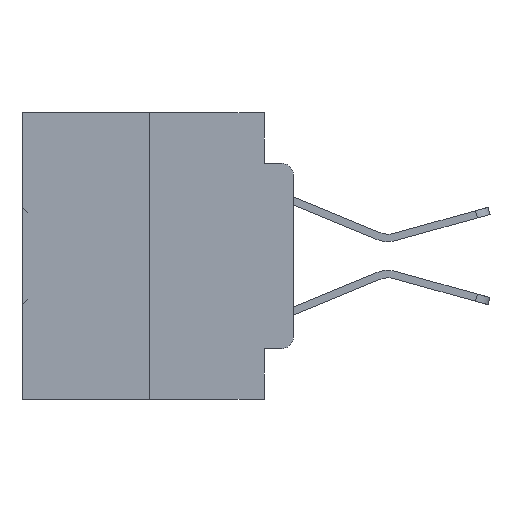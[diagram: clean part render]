
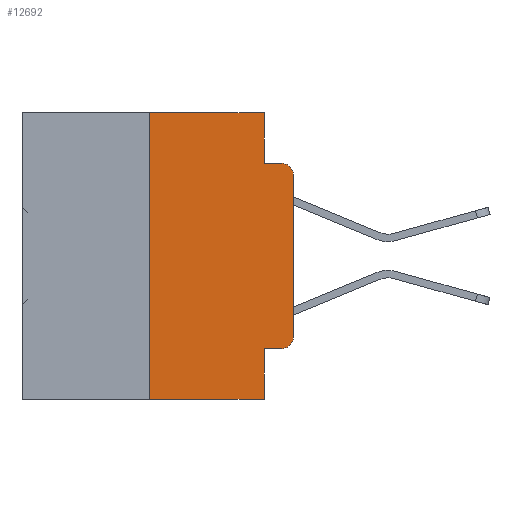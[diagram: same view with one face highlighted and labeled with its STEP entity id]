
A CAD part, left-side view. The second image highlights one B-rep face of the part: STEP entity #12692.
In plain terms, the highlighted planar face has unit normal (-1, 0, 0).
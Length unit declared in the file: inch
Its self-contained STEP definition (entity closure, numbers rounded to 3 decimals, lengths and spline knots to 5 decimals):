
#160 = ORIENTED_EDGE ( 'NONE', *, *, #13403, .F. ) ;
#311 = DIRECTION ( 'NONE',  ( 0., -1., 0. ) ) ;
#1645 = VERTEX_POINT ( 'NONE', #37434 ) ;
#1857 = DIRECTION ( 'NONE',  ( 0., -1., 0. ) ) ;
#2112 = ORIENTED_EDGE ( 'NONE', *, *, #24641, .T. ) ;
#2690 = VERTEX_POINT ( 'NONE', #36735 ) ;
#2738 = ORIENTED_EDGE ( 'NONE', *, *, #6643, .T. ) ;
#2992 = ORIENTED_EDGE ( 'NONE', *, *, #6861, .F. ) ;
#3435 = ORIENTED_EDGE ( 'NONE', *, *, #5526, .F. ) ;
#4310 = CARTESIAN_POINT ( 'NONE',  ( 0., 0.473, 0. ) ) ;
#4805 = EDGE_CURVE ( 'NONE', #30865, #15209, #15659, .T. ) ;
#5526 = EDGE_CURVE ( 'NONE', #2690, #19113, #31355, .T. ) ;
#6643 = EDGE_CURVE ( 'NONE', #34043, #32516, #18541, .T. ) ;
#6831 = CARTESIAN_POINT ( 'NONE',  ( 0., 0., 0. ) ) ;
#6861 = EDGE_CURVE ( 'NONE', #19113, #23276, #28663, .T. ) ;
#7259 = LINE ( 'NONE', #18679, #13576 ) ;
#7910 = LINE ( 'NONE', #14281, #14844 ) ;
#8972 = EDGE_CURVE ( 'NONE', #15209, #34043, #19000, .T. ) ;
#10460 = CARTESIAN_POINT ( 'NONE',  ( 0., 0.473, 0. ) ) ;
#10551 = CARTESIAN_POINT ( 'NONE',  ( 0., 0.02, -0.0885 ) ) ;
#11222 = CARTESIAN_POINT ( 'NONE',  ( 0., 0.25, 0. ) ) ;
#11302 = CARTESIAN_POINT ( 'NONE',  ( 0., 0.051, 0. ) ) ;
#11757 = VECTOR ( 'NONE', #19990, 39.37008 ) ;
#11958 = VERTEX_POINT ( 'NONE', #37481 ) ;
#12291 = CARTESIAN_POINT ( 'NONE',  ( 0., 0.051, -0.0885 ) ) ;
#12552 = VECTOR ( 'NONE', #26477, 39.37008 ) ;
#12692 = ADVANCED_FACE ( 'NONE', ( #24422 ), #30826, .F. ) ;
#13403 = EDGE_CURVE ( 'NONE', #11958, #32516, #27408, .T. ) ;
#13576 = VECTOR ( 'NONE', #1857, 39.37008 ) ;
#13682 = AXIS2_PLACEMENT_3D ( 'NONE', #17442, #14726, #29277 ) ;
#14281 = CARTESIAN_POINT ( 'NONE',  ( 0., 0.473, -0.5 ) ) ;
#14726 = DIRECTION ( 'NONE',  ( -1., 0., 0. ) ) ;
#14844 = VECTOR ( 'NONE', #20271, 39.37008 ) ;
#14864 = VECTOR ( 'NONE', #31172, 39.37008 ) ;
#15167 = EDGE_LOOP ( 'NONE', ( #17827, #2738, #160, #19939, #2992, #3435, #2112, #37904, #28395, #37478 ) ) ;
#15209 = VERTEX_POINT ( 'NONE', #25014 ) ;
#15659 = CIRCLE ( 'NONE', #26200, 0.02 ) ;
#17012 = EDGE_CURVE ( 'NONE', #20541, #1645, #17644, .T. ) ;
#17442 = CARTESIAN_POINT ( 'NONE',  ( 0., 0.02, -0.1085 ) ) ;
#17644 = LINE ( 'NONE', #11302, #11757 ) ;
#17827 = ORIENTED_EDGE ( 'NONE', *, *, #8972, .T. ) ;
#17950 = VECTOR ( 'NONE', #28462, 39.37008 ) ;
#18541 = CIRCLE ( 'NONE', #13682, 0.02 ) ;
#18679 = CARTESIAN_POINT ( 'NONE',  ( 0., 0.051, -0.4115 ) ) ;
#18805 = DIRECTION ( 'NONE',  ( 0., 0., -1. ) ) ;
#19000 = LINE ( 'NONE', #6831, #37526 ) ;
#19113 = VERTEX_POINT ( 'NONE', #11222 ) ;
#19195 = DIRECTION ( 'NONE',  ( 0., 0., 1. ) ) ;
#19939 = ORIENTED_EDGE ( 'NONE', *, *, #29202, .F. ) ;
#19990 = DIRECTION ( 'NONE',  ( 0., 0., -1. ) ) ;
#20271 = DIRECTION ( 'NONE',  ( 0., -1., 0. ) ) ;
#20541 = VERTEX_POINT ( 'NONE', #33553 ) ;
#21086 = CARTESIAN_POINT ( 'NONE',  ( 0., 0., -0.1085 ) ) ;
#22635 = CARTESIAN_POINT ( 'NONE',  ( 0., 0.25, 0. ) ) ;
#23276 = VERTEX_POINT ( 'NONE', #28584 ) ;
#23340 = CARTESIAN_POINT ( 'NONE',  ( 0., 0.02, -0.4115 ) ) ;
#24312 = EDGE_CURVE ( 'NONE', #20541, #30865, #7259, .T. ) ;
#24422 = FACE_OUTER_BOUND ( 'NONE', #15167, .T. ) ;
#24641 = EDGE_CURVE ( 'NONE', #2690, #1645, #7910, .T. ) ;
#25014 = CARTESIAN_POINT ( 'NONE',  ( 0., 0., -0.3915 ) ) ;
#25141 = VECTOR ( 'NONE', #311, 39.37008 ) ;
#26200 = AXIS2_PLACEMENT_3D ( 'NONE', #26216, #29493, #38021 ) ;
#26216 = CARTESIAN_POINT ( 'NONE',  ( 0., 0.02, -0.3915 ) ) ;
#26477 = DIRECTION ( 'NONE',  ( 0., 0., -1. ) ) ;
#27408 = LINE ( 'NONE', #12291, #25141 ) ;
#27926 = DIRECTION ( 'NONE',  ( 1., 0., 0. ) ) ;
#28395 = ORIENTED_EDGE ( 'NONE', *, *, #24312, .T. ) ;
#28462 = DIRECTION ( 'NONE',  ( 0., 0., 1. ) ) ;
#28584 = CARTESIAN_POINT ( 'NONE',  ( 0., 0.051, 0. ) ) ;
#28663 = LINE ( 'NONE', #10460, #14864 ) ;
#29202 = EDGE_CURVE ( 'NONE', #23276, #11958, #29204, .T. ) ;
#29204 = LINE ( 'NONE', #29569, #12552 ) ;
#29277 = DIRECTION ( 'NONE',  ( 0., 0., -1. ) ) ;
#29493 = DIRECTION ( 'NONE',  ( -1., 0., 0. ) ) ;
#29569 = CARTESIAN_POINT ( 'NONE',  ( 0., 0.051, 0. ) ) ;
#30826 = PLANE ( 'NONE',  #34375 ) ;
#30865 = VERTEX_POINT ( 'NONE', #23340 ) ;
#31172 = DIRECTION ( 'NONE',  ( 0., -1., 0. ) ) ;
#31355 = LINE ( 'NONE', #22635, #17950 ) ;
#32516 = VERTEX_POINT ( 'NONE', #10551 ) ;
#33553 = CARTESIAN_POINT ( 'NONE',  ( 0., 0.051, -0.4115 ) ) ;
#34043 = VERTEX_POINT ( 'NONE', #21086 ) ;
#34375 = AXIS2_PLACEMENT_3D ( 'NONE', #4310, #27926, #18805 ) ;
#36735 = CARTESIAN_POINT ( 'NONE',  ( 0., 0.25, -0.5 ) ) ;
#37434 = CARTESIAN_POINT ( 'NONE',  ( 0., 0.051, -0.5 ) ) ;
#37478 = ORIENTED_EDGE ( 'NONE', *, *, #4805, .T. ) ;
#37481 = CARTESIAN_POINT ( 'NONE',  ( 0., 0.051, -0.0885 ) ) ;
#37526 = VECTOR ( 'NONE', #19195, 39.37008 ) ;
#37904 = ORIENTED_EDGE ( 'NONE', *, *, #17012, .F. ) ;
#38021 = DIRECTION ( 'NONE',  ( 0., 0., -1. ) ) ;
